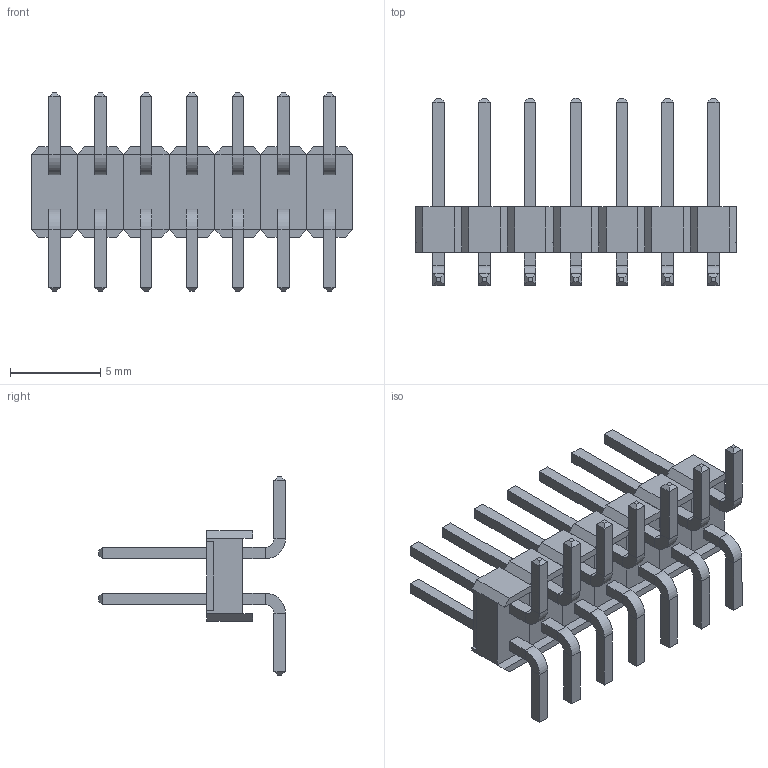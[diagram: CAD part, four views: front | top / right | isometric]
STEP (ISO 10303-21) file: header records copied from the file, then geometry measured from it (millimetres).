
FILE_DESCRIPTION (( 'STEP AP214' ), '1' );
FILE_NAME ('PLD_14SMD.STEP', '2019-07-03T12:40:45', ( '' ), ( '' ), 'SwSTEP 2.0', 'SolidWorks 2018', '' );
FILE_SCHEMA (( 'AUTOMOTIVE_DESIGN' ));
Length unit declared in the file: millimetre
Products named in the file (1): PLD_14SMD
Bounding box: 17.78 x 10.36 x 11 mm (x, y, z)
Volume: 243.9 mm3; surface area: 831.1 mm2
Topology: 7 solids, 7 shells, 518 faces, 1176 edges, 700 vertices
Faces by surface type: plane 490, cylinder 28
Entity records: 19706 total; most frequent: CARTESIAN_POINT 2395, ORIENTED_EDGE 2352, DIRECTION 2270, EDGE_CURVE 1176, LINE 1120, VECTOR 1120, VERTEX_POINT 700, AXIS2_PLACEMENT_3D 575
